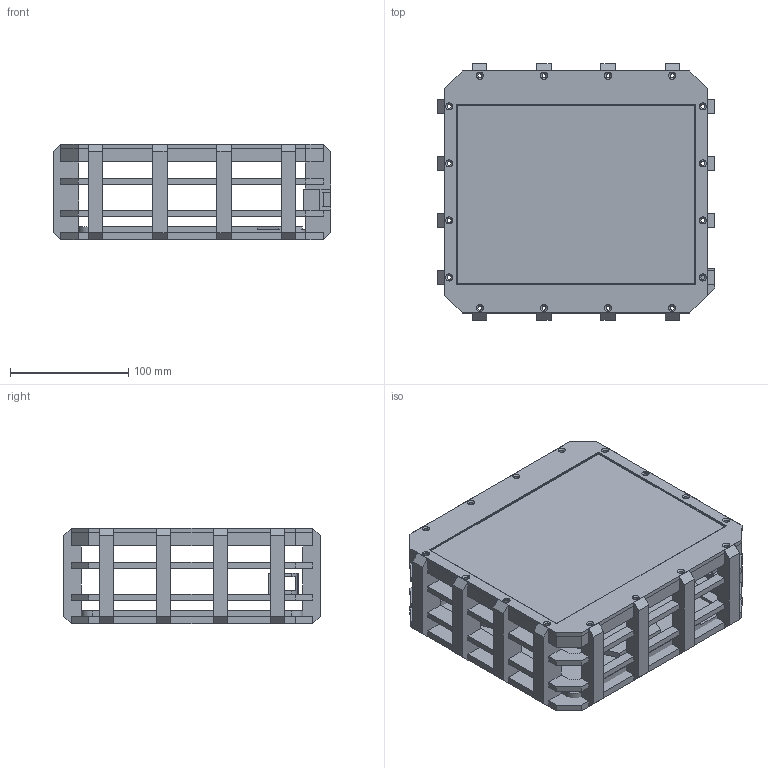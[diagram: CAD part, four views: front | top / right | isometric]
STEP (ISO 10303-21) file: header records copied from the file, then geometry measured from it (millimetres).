
FILE_DESCRIPTION(/* description */ (''),/* implementation_level */ '2;1');
FILE_NAME(/* name */ 'cyberdeck_Frame.stp',/* time_stamp */ '2022-09-25T14:45:58+02:00',/* author */ ('ahoel'),/* organization */ ('chaozlabs'),/* preprocessor_version */ 'ST-DEVELOPER v17.2',/* originating_system */ 'Autodesk Inventor 2019',/* authorisation */ '');
FILE_SCHEMA (('AUTOMOTIVE_DESIGN { 1 0 10303 214 3 1 1 }'));
Length unit declared in the file: millimetre
Products named in the file (1): cyberdeck_Frame
Bounding box: 234.88 x 217 x 81.1 mm (x, y, z)
Volume: 1005850.7 mm3; surface area: 563368.4 mm2
Topology: 27 solids, 27 shells, 967 faces, 2744 edges, 1837 vertices
Faces by surface type: plane 709, cylinder 210, cone 47, torus 1
Full cylindrical faces by diameter (mm): 2 x4, 3.5 x112, 4 x50, 4.5 x1, 8.5 x1
Entity records: 32073 total; most frequent: CARTESIAN_POINT 5549, ORIENTED_EDGE 5488, DIRECTION 5226, EDGE_CURVE 2744, LINE 2198, VECTOR 2198, VERTEX_POINT 1837, AXIS2_PLACEMENT_3D 1514
